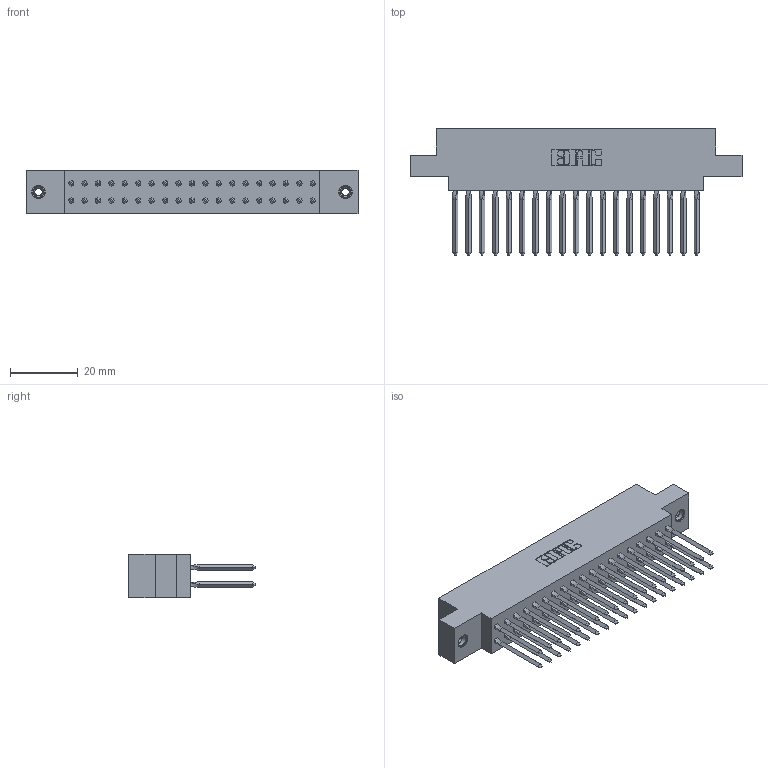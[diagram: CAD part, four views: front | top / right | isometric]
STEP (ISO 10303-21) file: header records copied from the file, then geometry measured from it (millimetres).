
FILE_DESCRIPTION (( 'STEP AP203' ), '1' );
FILE_NAME ('317-038-542-808.STEP', '2020-02-27T23:45:16', ( '' ), ( '' ), 'SwSTEP 2.0', 'SolidWorks 2016', '' );
FILE_SCHEMA (( 'CONFIG_CONTROL_DESIGN' ));
Length unit declared in the file: inch
Products named in the file (4): 317 Part_.156 Dia - TI; 317-038-542-808; 317-290-003_542; 345-250-001_345-250-003-102
Assembly tree (41 placements, depth 2):
  317-038-542-808
    317 Part_.156 Dia - TI
    317-290-003_542  x38
    345-250-001_345-250-003-102  x2
Bounding box: 97.99 x 37.34 x 12.7 mm (x, y, z)
Volume: 15312.7 mm3; surface area: 20578.2 mm2
Topology: 41 solids, 41 shells, 2328 faces, 6491 edges, 4142 vertices
Faces by surface type: plane 1838, cylinder 322, bspline 152, cone 12, torus 4
Entity records: 30876 total; most frequent: CARTESIAN_POINT 5604, ORIENTED_EDGE 5260, DIRECTION 4504, EDGE_CURVE 2630, VECTOR 2440, LINE 2440, VERTEX_POINT 1744, AXIS2_PLACEMENT_3D 1032
